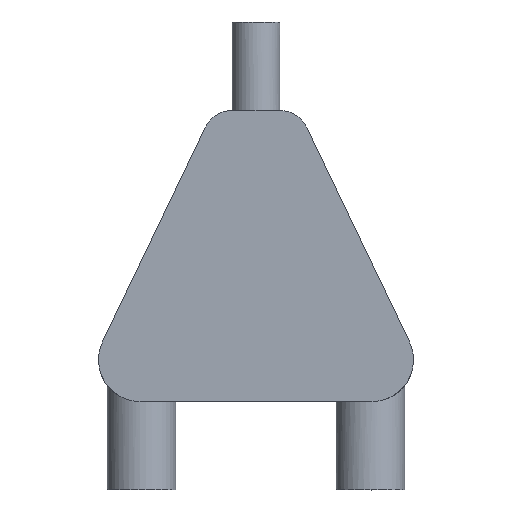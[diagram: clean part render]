
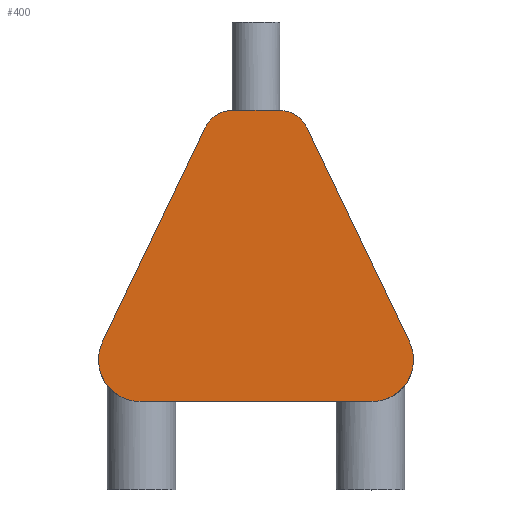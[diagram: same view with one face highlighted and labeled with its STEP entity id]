
A CAD part, top view. The second image highlights one B-rep face of the part: STEP entity #400.
In plain terms, the highlighted planar face has unit normal (0, 0, 1).
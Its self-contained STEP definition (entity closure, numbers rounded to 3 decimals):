
#35=PLANE('',#435);
#51=FACE_OUTER_BOUND('',#78,.T.);
#78=EDGE_LOOP('',(#300,#301,#302,#303,#304,#305,#306,#307));
#131=LINE('',#686,#151);
#132=LINE('',#688,#152);
#133=LINE('',#692,#153);
#134=LINE('',#695,#154);
#151=VECTOR('',#510,10.);
#152=VECTOR('',#511,10.);
#153=VECTOR('',#514,10.);
#154=VECTOR('',#517,10.);
#161=CIRCLE('',#427,4.);
#166=CIRCLE('',#434,4.);
#167=CIRCLE('',#436,3.);
#168=CIRCLE('',#437,3.);
#188=VERTEX_POINT('',#606);
#189=VERTEX_POINT('',#607);
#202=VERTEX_POINT('',#680);
#203=VERTEX_POINT('',#682);
#204=VERTEX_POINT('',#687);
#205=VERTEX_POINT('',#689);
#206=VERTEX_POINT('',#691);
#207=VERTEX_POINT('',#693);
#227=EDGE_CURVE('',#188,#189,#161,.T.);
#243=EDGE_CURVE('',#202,#203,#166,.T.);
#245=EDGE_CURVE('',#188,#203,#131,.T.);
#246=EDGE_CURVE('',#202,#204,#132,.T.);
#247=EDGE_CURVE('',#205,#204,#167,.T.);
#248=EDGE_CURVE('',#205,#206,#133,.T.);
#249=EDGE_CURVE('',#207,#206,#168,.T.);
#250=EDGE_CURVE('',#207,#189,#134,.T.);
#300=ORIENTED_EDGE('',*,*,#227,.F.);
#301=ORIENTED_EDGE('',*,*,#245,.T.);
#302=ORIENTED_EDGE('',*,*,#243,.F.);
#303=ORIENTED_EDGE('',*,*,#246,.T.);
#304=ORIENTED_EDGE('',*,*,#247,.F.);
#305=ORIENTED_EDGE('',*,*,#248,.T.);
#306=ORIENTED_EDGE('',*,*,#249,.F.);
#307=ORIENTED_EDGE('',*,*,#250,.T.);
#400=ADVANCED_FACE('',(#51),#35,.T.);
#427=AXIS2_PLACEMENT_3D('',#608,#482,#483);
#434=AXIS2_PLACEMENT_3D('',#683,#505,#506);
#435=AXIS2_PLACEMENT_3D('',#685,#508,#509);
#436=AXIS2_PLACEMENT_3D('',#690,#512,#513);
#437=AXIS2_PLACEMENT_3D('',#694,#515,#516);
#482=DIRECTION('center_axis',(0.,0.,-1.));
#483=DIRECTION('ref_axis',(-0.846,-0.533,0.));
#505=DIRECTION('center_axis',(0.,0.,-1.));
#506=DIRECTION('ref_axis',(0.846,-0.533,0.));
#508=DIRECTION('center_axis',(0.,0.,1.));
#509=DIRECTION('ref_axis',(1.,0.,0.));
#510=DIRECTION('',(1.,0.,0.));
#511=DIRECTION('',(-0.431,0.902,0.));
#512=DIRECTION('center_axis',(0.,0.,-1.));
#513=DIRECTION('ref_axis',(0.533,0.846,0.));
#514=DIRECTION('',(-1.,0.,0.));
#515=DIRECTION('center_axis',(0.,0.,-1.));
#516=DIRECTION('ref_axis',(-0.533,0.846,0.));
#517=DIRECTION('',(-0.431,-0.902,0.));
#606=CARTESIAN_POINT('',(-11.153,-14.,7.63));
#607=CARTESIAN_POINT('',(-14.762,-8.274,7.63));
#608=CARTESIAN_POINT('Origin',(-11.153,-10.,7.63));
#680=CARTESIAN_POINT('',(14.762,-8.274,7.63));
#682=CARTESIAN_POINT('',(11.153,-14.,7.63));
#683=CARTESIAN_POINT('Origin',(11.153,-10.,7.63));
#685=CARTESIAN_POINT('Origin',(0.,0.,7.63));
#686=CARTESIAN_POINT('',(17.5,-14.,7.63));
#687=CARTESIAN_POINT('',(4.926,12.294,7.63));
#688=CARTESIAN_POINT('',(4.11,14.,7.63));
#689=CARTESIAN_POINT('',(2.219,14.,7.63));
#690=CARTESIAN_POINT('Origin',(2.219,11.,7.63));
#691=CARTESIAN_POINT('',(-2.219,14.,7.63));
#692=CARTESIAN_POINT('',(-4.11,14.,7.63));
#693=CARTESIAN_POINT('',(-4.926,12.294,7.63));
#694=CARTESIAN_POINT('Origin',(-2.219,11.,7.63));
#695=CARTESIAN_POINT('',(-17.5,-14.,7.63));
